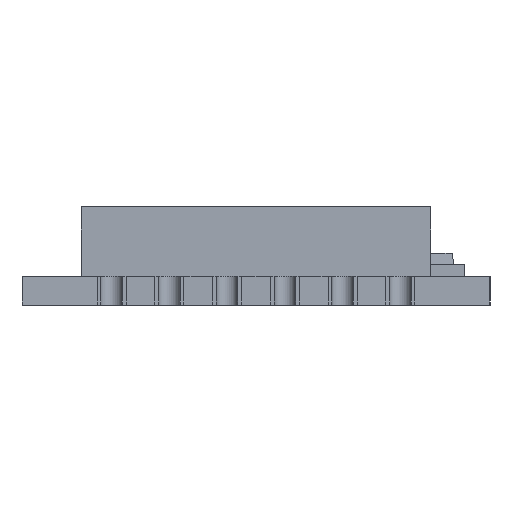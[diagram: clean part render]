
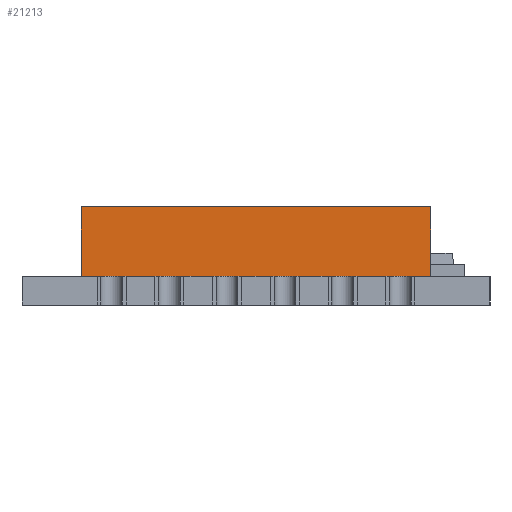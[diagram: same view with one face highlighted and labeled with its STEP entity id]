
A CAD part, front view. The second image highlights one B-rep face of the part: STEP entity #21213.
In plain terms, the highlighted planar face has unit normal (0, -1, 0).
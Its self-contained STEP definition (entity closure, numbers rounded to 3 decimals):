
#1811 = VERTEX_POINT('',#1812);
#1812 = CARTESIAN_POINT('',(0.937,-14.064,3.401));
#1818 = EDGE_CURVE('',#1811,#1819,#1821,.T.);
#1819 = VERTEX_POINT('',#1820);
#1820 = CARTESIAN_POINT('',(13.037,-14.064,3.401));
#1821 = LINE('',#1822,#1823);
#1822 = CARTESIAN_POINT('',(13.037,-14.064,3.401));
#1823 = VECTOR('',#1824,1.);
#1824 = DIRECTION('',(1.,0.,0.));
#20362 = VERTEX_POINT('',#20363);
#20363 = CARTESIAN_POINT('',(0.937,-14.064,1.001));
#20378 = VERTEX_POINT('',#20379);
#20379 = CARTESIAN_POINT('',(13.037,-14.064,1.001));
#20385 = EDGE_CURVE('',#20362,#20378,#20386,.T.);
#20386 = LINE('',#20387,#20388);
#20387 = CARTESIAN_POINT('',(13.037,-14.064,1.001));
#20388 = VECTOR('',#20389,1.);
#20389 = DIRECTION('',(1.,0.,0.));
#21201 = EDGE_CURVE('',#1811,#20362,#21202,.T.);
#21202 = LINE('',#21203,#21204);
#21203 = CARTESIAN_POINT('',(0.937,-14.064,3.401));
#21204 = VECTOR('',#21205,1.);
#21205 = DIRECTION('',(0.,0.,-1.));
#21213 = ADVANCED_FACE('',(#21214),#21225,.F.);
#21214 = FACE_BOUND('',#21215,.T.);
#21215 = EDGE_LOOP('',(#21216,#21217,#21223,#21224));
#21216 = ORIENTED_EDGE('',*,*,#20385,.T.);
#21217 = ORIENTED_EDGE('',*,*,#21218,.F.);
#21218 = EDGE_CURVE('',#1819,#20378,#21219,.T.);
#21219 = LINE('',#21220,#21221);
#21220 = CARTESIAN_POINT('',(13.037,-14.064,3.401));
#21221 = VECTOR('',#21222,1.);
#21222 = DIRECTION('',(0.,0.,-1.));
#21223 = ORIENTED_EDGE('',*,*,#1818,.F.);
#21224 = ORIENTED_EDGE('',*,*,#21201,.T.);
#21225 = PLANE('',#21226);
#21226 = AXIS2_PLACEMENT_3D('',#21227,#21228,#21229);
#21227 = CARTESIAN_POINT('',(13.037,-14.064,3.401));
#21228 = DIRECTION('',(0.,1.,0.));
#21229 = DIRECTION('',(0.,0.,1.));
